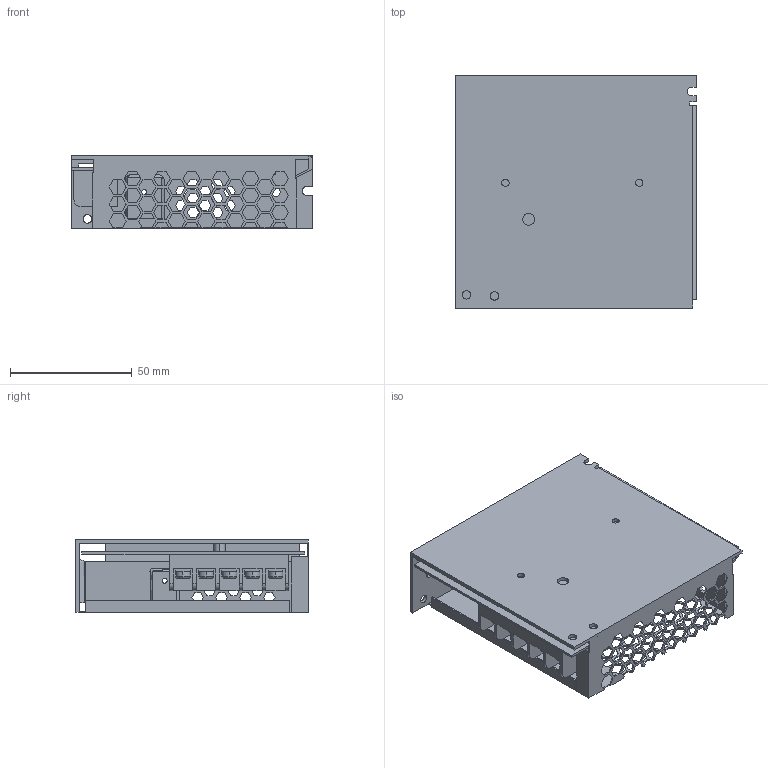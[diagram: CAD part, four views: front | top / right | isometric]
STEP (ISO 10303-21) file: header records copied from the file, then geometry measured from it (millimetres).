
FILE_DESCRIPTION (( 'STEP AP214' ), '1' );
FILE_NAME ('F6075LSM-9.5-5P°²×°Í¼.STEP', '2025-02-21T00:32:59', ( '' ), ( '' ), 'SwSTEP 2.0', 'SolidWorks 2020', '' );
FILE_SCHEMA (( 'AUTOMOTIVE_DESIGN' ));
Length unit declared in the file: millimetre
Products named in the file (1): F6075LSM-9.5-5P假蚾芞
Bounding box: 99 x 95.5 x 29.9 mm (x, y, z)
Volume: 39715.3 mm3; surface area: 62283.4 mm2
Topology: 4 solids, 4 shells, 1447 faces, 4301 edges, 2842 vertices
Faces by surface type: plane 1377, cylinder 52, torus 14, bspline 4
Entity records: 48514 total; most frequent: CARTESIAN_POINT 8723, ORIENTED_EDGE 8602, DIRECTION 7325, EDGE_CURVE 4301, VECTOR 4157, LINE 4157, VERTEX_POINT 2842, EDGE_LOOP 1855
